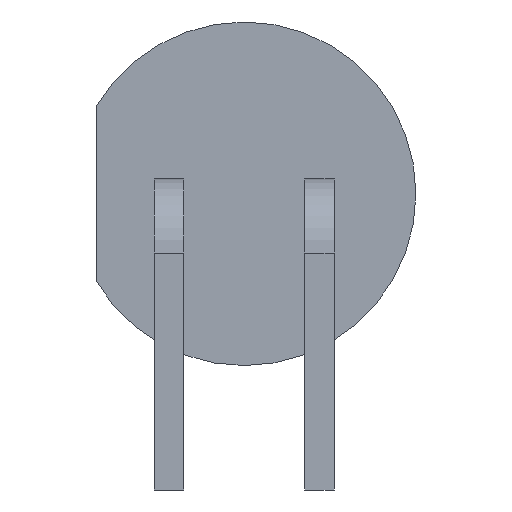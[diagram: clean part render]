
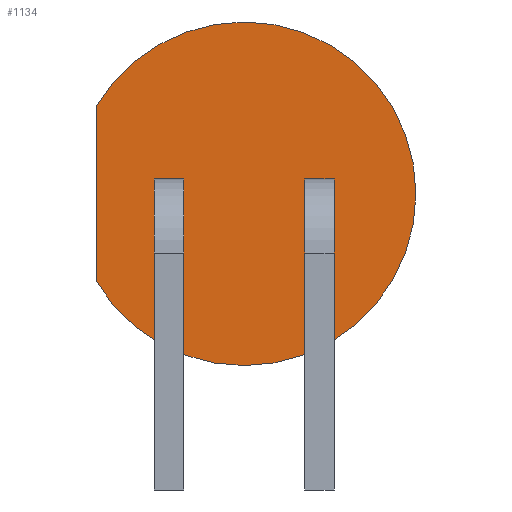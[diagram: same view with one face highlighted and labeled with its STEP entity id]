
A CAD part, front view. The second image highlights one B-rep face of the part: STEP entity #1134.
In plain terms, the highlighted planar face has unit normal (0, -1, 0).
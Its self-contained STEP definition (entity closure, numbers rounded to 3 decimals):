
#3 = VERTEX_POINT ( 'NONE', #1326 ) ;
#47 = ORIENTED_EDGE ( 'NONE', *, *, #121, .T. ) ;
#86 = VERTEX_POINT ( 'NONE', #102 ) ;
#88 = AXIS2_PLACEMENT_3D ( 'NONE', #1178, #341, #950 ) ;
#97 = ORIENTED_EDGE ( 'NONE', *, *, #478, .F. ) ;
#102 = CARTESIAN_POINT ( 'NONE',  ( -1.02, 0., -0.25 ) ) ;
#110 = VERTEX_POINT ( 'NONE', #841 ) ;
#121 = EDGE_CURVE ( 'NONE', #110, #795, #460, .T. ) ;
#152 = ORIENTED_EDGE ( 'NONE', *, *, #1409, .F. ) ;
#154 = DIRECTION ( 'NONE',  ( 0., 0., 1. ) ) ;
#170 = ORIENTED_EDGE ( 'NONE', *, *, #1052, .F. ) ;
#216 = DIRECTION ( 'NONE',  ( -1., 0., 0. ) ) ;
#233 = VECTOR ( 'NONE', #216, 1000. ) ;
#247 = VERTEX_POINT ( 'NONE', #730 ) ;
#248 = CARTESIAN_POINT ( 'NONE',  ( -1.02, 0., -0.25 ) ) ;
#286 = VECTOR ( 'NONE', #987, 1000. ) ;
#289 = CIRCLE ( 'NONE', #767, 2.9 ) ;
#317 = DIRECTION ( 'NONE',  ( 0., 0., -1. ) ) ;
#341 = DIRECTION ( 'NONE',  ( 0., -1., 0. ) ) ;
#388 = EDGE_CURVE ( 'NONE', #1423, #3, #1100, .T. ) ;
#407 = ORIENTED_EDGE ( 'NONE', *, *, #1077, .T. ) ;
#414 = DIRECTION ( 'NONE',  ( 0., -1., 0. ) ) ;
#424 = VERTEX_POINT ( 'NONE', #1466 ) ;
#441 = CARTESIAN_POINT ( 'NONE',  ( -1.52, 0., -0.25 ) ) ;
#460 = CIRCLE ( 'NONE', #1104, 2.9 ) ;
#468 = VECTOR ( 'NONE', #649, 1000. ) ;
#478 = EDGE_CURVE ( 'NONE', #3, #946, #1007, .T. ) ;
#489 = VECTOR ( 'NONE', #1285, 1000. ) ;
#503 = LINE ( 'NONE', #913, #905 ) ;
#540 = EDGE_CURVE ( 'NONE', #682, #86, #942, .T. ) ;
#557 = DIRECTION ( 'NONE',  ( -1., 0., 0. ) ) ;
#568 = CARTESIAN_POINT ( 'NONE',  ( 0., 0., -2.9 ) ) ;
#592 = CARTESIAN_POINT ( 'NONE',  ( 1.52, 0., -0.25 ) ) ;
#633 = DIRECTION ( 'NONE',  ( 0., -1., 0. ) ) ;
#638 = DIRECTION ( 'NONE',  ( 0., 0., 1. ) ) ;
#640 = VECTOR ( 'NONE', #1529, 1000. ) ;
#649 = DIRECTION ( 'NONE',  ( 0., 0., 1. ) ) ;
#661 = CARTESIAN_POINT ( 'NONE',  ( 0., 0., 2.9 ) ) ;
#677 = CARTESIAN_POINT ( 'NONE',  ( -1.52, 0., 0.25 ) ) ;
#682 = VERTEX_POINT ( 'NONE', #441 ) ;
#730 = CARTESIAN_POINT ( 'NONE',  ( 1.02, 0., -0.25 ) ) ;
#732 = EDGE_CURVE ( 'NONE', #1320, #682, #1554, .T. ) ;
#738 = VERTEX_POINT ( 'NONE', #1533 ) ;
#760 = CARTESIAN_POINT ( 'NONE',  ( 1.52, 0., -0.25 ) ) ;
#764 = DIRECTION ( 'NONE',  ( 0., 0., -1. ) ) ;
#767 = AXIS2_PLACEMENT_3D ( 'NONE', #1239, #414, #788 ) ;
#777 = DIRECTION ( 'NONE',  ( 0., 0., -1. ) ) ;
#788 = DIRECTION ( 'NONE',  ( 0., 0., -1. ) ) ;
#791 = ORIENTED_EDGE ( 'NONE', *, *, #1253, .F. ) ;
#795 = VERTEX_POINT ( 'NONE', #568 ) ;
#831 = ORIENTED_EDGE ( 'NONE', *, *, #732, .F. ) ;
#832 = FACE_BOUND ( 'NONE', #926, .T. ) ;
#841 = CARTESIAN_POINT ( 'NONE',  ( -2.5, 0., -1.47 ) ) ;
#875 = CIRCLE ( 'NONE', #88, 2.9 ) ;
#887 = DIRECTION ( 'NONE',  ( 0., 1., 0. ) ) ;
#905 = VECTOR ( 'NONE', #557, 1000. ) ;
#913 = CARTESIAN_POINT ( 'NONE',  ( -1.02, 0., 0.25 ) ) ;
#926 = EDGE_LOOP ( 'NONE', ( #1425, #152, #791, #97 ) ) ;
#942 = LINE ( 'NONE', #248, #286 ) ;
#943 = CARTESIAN_POINT ( 'NONE',  ( -2.5, 0., -1.47 ) ) ;
#946 = VERTEX_POINT ( 'NONE', #1276 ) ;
#950 = DIRECTION ( 'NONE',  ( 0., 0., -1. ) ) ;
#959 = LINE ( 'NONE', #1408, #640 ) ;
#977 = FACE_OUTER_BOUND ( 'NONE', #1246, .T. ) ;
#982 = EDGE_CURVE ( 'NONE', #110, #424, #1210, .T. ) ;
#987 = DIRECTION ( 'NONE',  ( 1., 0., 0. ) ) ;
#996 = VECTOR ( 'NONE', #317, 1000. ) ;
#1007 = LINE ( 'NONE', #1058, #233 ) ;
#1044 = CARTESIAN_POINT ( 'NONE',  ( -1.52, 0., -0.25 ) ) ;
#1052 = EDGE_CURVE ( 'NONE', #738, #1320, #503, .T. ) ;
#1058 = CARTESIAN_POINT ( 'NONE',  ( 1.02, 0., 0.25 ) ) ;
#1077 = EDGE_CURVE ( 'NONE', #1288, #424, #289, .T. ) ;
#1100 = LINE ( 'NONE', #760, #468 ) ;
#1104 = AXIS2_PLACEMENT_3D ( 'NONE', #1563, #633, #764 ) ;
#1134 = ADVANCED_FACE ( 'NONE', ( #832, #1229, #977 ), #1377, .F. ) ;
#1178 = CARTESIAN_POINT ( 'NONE',  ( 0., 0., 0. ) ) ;
#1210 = LINE ( 'NONE', #943, #489 ) ;
#1229 = FACE_BOUND ( 'NONE', #1360, .T. ) ;
#1239 = CARTESIAN_POINT ( 'NONE',  ( 0., 0., 0. ) ) ;
#1246 = EDGE_LOOP ( 'NONE', ( #47, #1302, #407, #1556 ) ) ;
#1253 = EDGE_CURVE ( 'NONE', #946, #247, #1317, .T. ) ;
#1276 = CARTESIAN_POINT ( 'NONE',  ( 1.02, 0., 0.25 ) ) ;
#1285 = DIRECTION ( 'NONE',  ( 0., 0., 1. ) ) ;
#1288 = VERTEX_POINT ( 'NONE', #661 ) ;
#1302 = ORIENTED_EDGE ( 'NONE', *, *, #1415, .T. ) ;
#1317 = LINE ( 'NONE', #1370, #1398 ) ;
#1320 = VERTEX_POINT ( 'NONE', #677 ) ;
#1325 = ORIENTED_EDGE ( 'NONE', *, *, #540, .F. ) ;
#1326 = CARTESIAN_POINT ( 'NONE',  ( 1.52, 0., 0.25 ) ) ;
#1355 = VECTOR ( 'NONE', #638, 1000. ) ;
#1360 = EDGE_LOOP ( 'NONE', ( #170, #1506, #1325, #831 ) ) ;
#1370 = CARTESIAN_POINT ( 'NONE',  ( 1.02, 0., -0.25 ) ) ;
#1377 = PLANE ( 'NONE',  #1565 ) ;
#1398 = VECTOR ( 'NONE', #777, 1000. ) ;
#1405 = LINE ( 'NONE', #1456, #1355 ) ;
#1408 = CARTESIAN_POINT ( 'NONE',  ( 1.02, 0., -0.25 ) ) ;
#1409 = EDGE_CURVE ( 'NONE', #247, #1423, #959, .T. ) ;
#1415 = EDGE_CURVE ( 'NONE', #795, #1288, #875, .T. ) ;
#1423 = VERTEX_POINT ( 'NONE', #592 ) ;
#1425 = ORIENTED_EDGE ( 'NONE', *, *, #388, .F. ) ;
#1456 = CARTESIAN_POINT ( 'NONE',  ( -1.02, 0., -0.25 ) ) ;
#1466 = CARTESIAN_POINT ( 'NONE',  ( -2.5, 0., 1.47 ) ) ;
#1495 = CARTESIAN_POINT ( 'NONE',  ( 2.9, 0., 0. ) ) ;
#1506 = ORIENTED_EDGE ( 'NONE', *, *, #1562, .F. ) ;
#1529 = DIRECTION ( 'NONE',  ( 1., 0., 0. ) ) ;
#1533 = CARTESIAN_POINT ( 'NONE',  ( -1.02, 0., 0.25 ) ) ;
#1554 = LINE ( 'NONE', #1044, #996 ) ;
#1556 = ORIENTED_EDGE ( 'NONE', *, *, #982, .F. ) ;
#1562 = EDGE_CURVE ( 'NONE', #86, #738, #1405, .T. ) ;
#1563 = CARTESIAN_POINT ( 'NONE',  ( 0., 0., 0. ) ) ;
#1565 = AXIS2_PLACEMENT_3D ( 'NONE', #1495, #887, #154 ) ;
